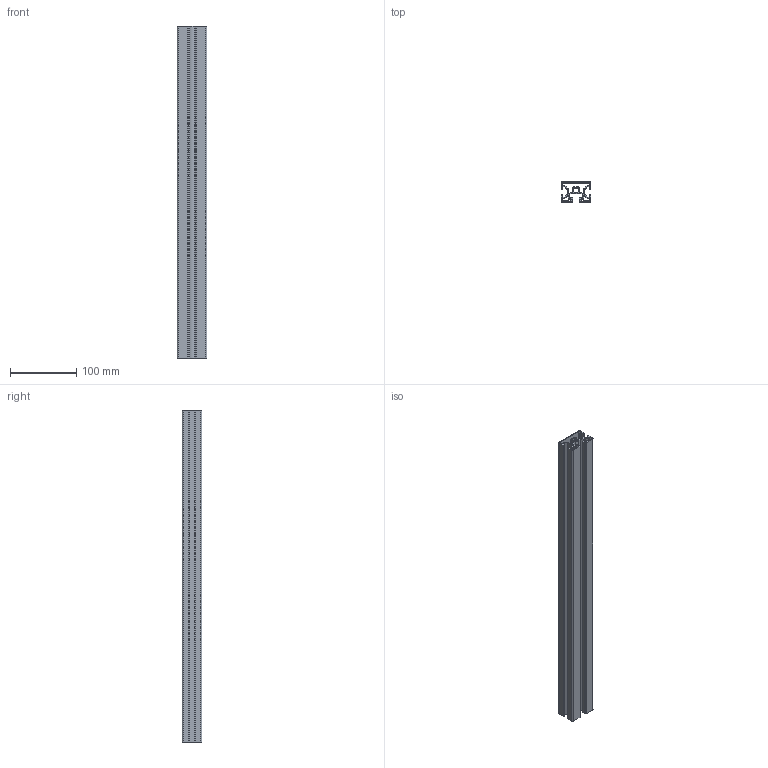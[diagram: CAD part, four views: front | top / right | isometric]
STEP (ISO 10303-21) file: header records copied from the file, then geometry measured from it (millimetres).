
FILE_DESCRIPTION (( 'STEP AP203' ), '1' );
FILE_NAME ('8 30X45 3S.STEP', '2012-06-04T08:06:18', ( 'alle' ), ( 'Hewlett-Packard Company' ), 'SwSTEP 2.0', 'SolidWorks 2011', '' );
FILE_SCHEMA (( 'CONFIG_CONTROL_DESIGN' ));
Length unit declared in the file: millimetre
Products named in the file (1): M ATP B8 30453N
Bounding box: 45 x 30 x 500 mm (x, y, z)
Volume: 197546.7 mm3; surface area: 235955.5 mm2
Topology: 1 solids, 1 shells, 160 faces, 474 edges, 316 vertices
Faces by surface type: plane 85, cylinder 75
Entity records: 5481 total; most frequent: CARTESIAN_POINT 951, ORIENTED_EDGE 948, DIRECTION 946, EDGE_CURVE 474, VECTOR 324, LINE 324, VERTEX_POINT 316, AXIS2_PLACEMENT_3D 311
